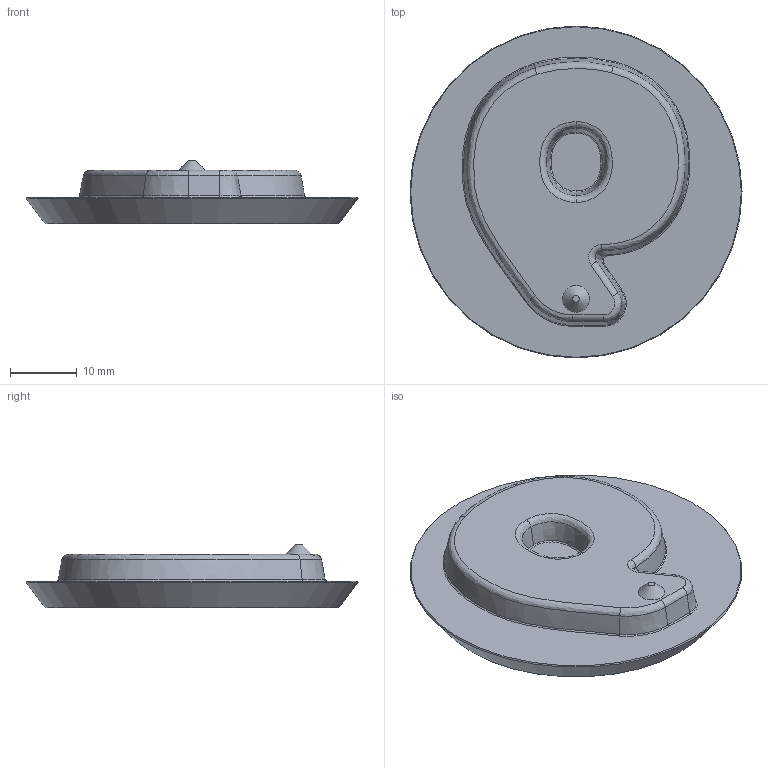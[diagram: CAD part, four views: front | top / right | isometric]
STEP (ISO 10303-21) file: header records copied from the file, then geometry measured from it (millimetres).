
FILE_DESCRIPTION(/* description */ (''),/* implementation_level */ '2;1');
FILE_NAME(/* name */ 'INSERT N6.step',/* time_stamp */ '2024-06-30T17:59:31+02:00',/* author */ (''),/* organization */ (''),/* preprocessor_version */ 'ST-DEVELOPER v20',/* originating_system */ 'Autodesk Translation Framework v13.14.0.145',/* authorisation */ '');
FILE_SCHEMA (('AUTOMOTIVE_DESIGN { 1 0 10303 214 3 1 1 }'));
Length unit declared in the file: millimetre
Products named in the file (1): INSERTI NUMERATI
Bounding box: 49.7 x 49.7 x 9.5 mm (x, y, z)
Volume: 10511.3 mm3; surface area: 4632.6 mm2
Topology: 1 solids, 1 shells, 38 faces, 79 edges, 46 vertices
Faces by surface type: bspline 24, plane 7, cylinder 4, cone 3
Entity records: 2237 total; most frequent: CARTESIAN_POINT 1519, ORIENTED_EDGE 158, DIRECTION 101, EDGE_CURVE 79, VERTEX_POINT 46, EDGE_LOOP 41, AXIS2_PLACEMENT_3D 41, FACE_OUTER_BOUND 38
